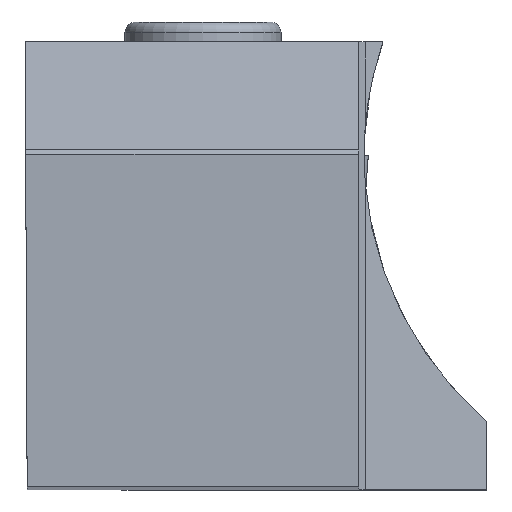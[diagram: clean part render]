
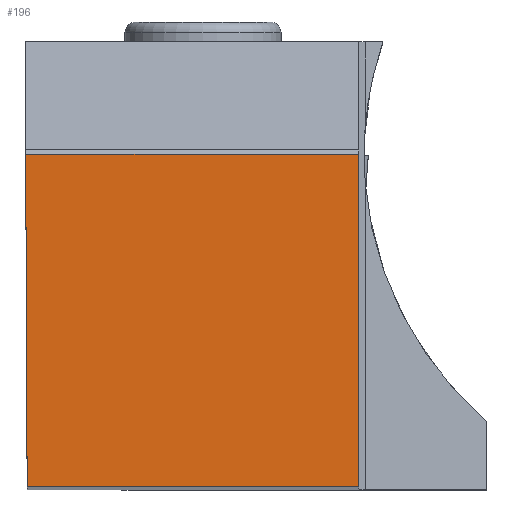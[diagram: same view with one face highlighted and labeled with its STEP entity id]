
A CAD part, top view. The second image highlights one B-rep face of the part: STEP entity #196.
In plain terms, the highlighted planar face has unit normal (0, 0, 1).
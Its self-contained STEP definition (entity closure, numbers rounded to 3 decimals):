
#196=ADVANCED_FACE('BLANK_BOXF006',(#309),#245,.F.);
#245=PLANE('',#1504);
#309=FACE_OUTER_BOUND('',#375,.T.);
#375=EDGE_LOOP('',(#695,#696,#697,#698));
#695=ORIENTED_EDGE('',*,*,#1070,.T.);
#696=ORIENTED_EDGE('',*,*,#1071,.T.);
#697=ORIENTED_EDGE('',*,*,#1066,.T.);
#698=ORIENTED_EDGE('',*,*,#1061,.T.);
#897=VERTEX_POINT('',#2432);
#898=VERTEX_POINT('',#2434);
#900=VERTEX_POINT('',#2444);
#903=VERTEX_POINT('',#2452);
#1061=EDGE_CURVE('',#898,#897,#1191,.T.);
#1066=EDGE_CURVE('',#900,#898,#1196,.T.);
#1070=EDGE_CURVE('',#897,#903,#1200,.T.);
#1071=EDGE_CURVE('',#903,#900,#1201,.T.);
#1191=LINE('',#2433,#1319);
#1196=LINE('',#2443,#1324);
#1200=LINE('',#2451,#1328);
#1201=LINE('',#2453,#1329);
#1319=VECTOR('',#1804,1.);
#1324=VECTOR('',#1815,1.);
#1328=VECTOR('',#1821,1.);
#1329=VECTOR('',#1822,1.);
#1504=AXIS2_PLACEMENT_3D('',#2454,#1823,#1824);
#1804=DIRECTION('',(1.,0.,0.));
#1815=DIRECTION('',(0.004,-1.,0.));
#1821=DIRECTION('',(0.,1.,0.));
#1822=DIRECTION('',(-1.,0.,0.));
#1823=DIRECTION('',(0.,0.,-1.));
#1824=DIRECTION('',(0.,-1.,0.));
#2432=CARTESIAN_POINT('',(25.273,0.,0.));
#2433=CARTESIAN_POINT('',(-151.4,0.,0.));
#2434=CARTESIAN_POINT('',(0.11,0.,0.));
#2443=CARTESIAN_POINT('',(-0.55,151.399,0.));
#2444=CARTESIAN_POINT('',(0.,25.273,0.));
#2451=CARTESIAN_POINT('',(25.273,-151.4,0.));
#2452=CARTESIAN_POINT('',(25.273,25.273,0.));
#2453=CARTESIAN_POINT('',(151.4,25.273,0.));
#2454=CARTESIAN_POINT('',(35.,-5.,0.));
